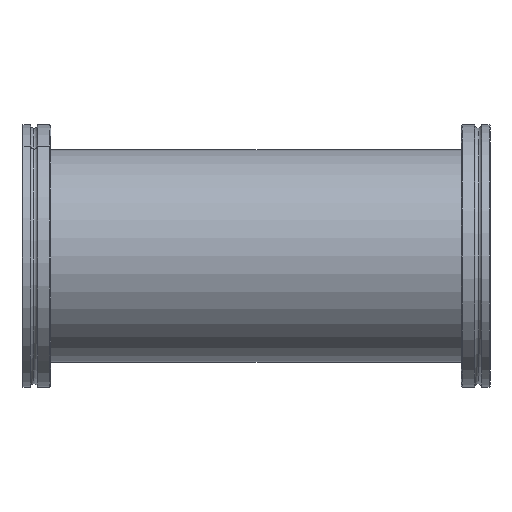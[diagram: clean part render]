
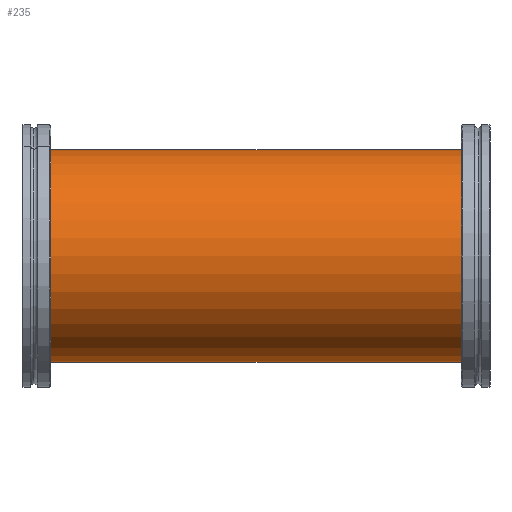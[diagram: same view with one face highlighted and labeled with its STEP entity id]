
A CAD part, left-side view. The second image highlights one B-rep face of the part: STEP entity #235.
In plain terms, the highlighted cylindrical face has radius 44.45 mm (diameter 88.9 mm), a partial arc.
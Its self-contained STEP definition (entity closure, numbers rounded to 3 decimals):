
#11 = DIRECTION ( 'NONE',  ( 0., 1., 0. ) ) ;
#28 = VECTOR ( 'NONE', #745, 1000. ) ;
#39 = AXIS2_PLACEMENT_3D ( 'NONE', #547, #11, #631 ) ;
#47 = EDGE_LOOP ( 'NONE', ( #441, #968, #1048, #136 ) ) ;
#79 = EDGE_CURVE ( 'NONE', #887, #549, #927, .T. ) ;
#118 = DIRECTION ( 'NONE',  ( 0., 0., -1. ) ) ;
#136 = ORIENTED_EDGE ( 'NONE', *, *, #776, .T. ) ;
#144 = CARTESIAN_POINT ( 'NONE',  ( 0., 183., -44.45 ) ) ;
#179 = CARTESIAN_POINT ( 'NONE',  ( 0., 183., 44.45 ) ) ;
#205 = DIRECTION ( 'NONE',  ( 0., -1., 0. ) ) ;
#235 = ADVANCED_FACE ( 'NONE', ( #520 ), #716, .T. ) ;
#317 = EDGE_CURVE ( 'NONE', #887, #744, #881, .T. ) ;
#369 = CIRCLE ( 'NONE', #1010, 44.45 ) ;
#378 = LINE ( 'NONE', #179, #608 ) ;
#441 = ORIENTED_EDGE ( 'NONE', *, *, #849, .F. ) ;
#444 = VERTEX_POINT ( 'NONE', #1064 ) ;
#449 = CARTESIAN_POINT ( 'NONE',  ( 0., 183., -44.45 ) ) ;
#516 = CARTESIAN_POINT ( 'NONE',  ( 0., 0., 0. ) ) ;
#520 = FACE_OUTER_BOUND ( 'NONE', #47, .T. ) ;
#547 = CARTESIAN_POINT ( 'NONE',  ( 0., 183., 0. ) ) ;
#549 = VERTEX_POINT ( 'NONE', #569 ) ;
#569 = CARTESIAN_POINT ( 'NONE',  ( 0., 0., -44.45 ) ) ;
#602 = DIRECTION ( 'NONE',  ( 0., 0., 1. ) ) ;
#608 = VECTOR ( 'NONE', #698, 1000. ) ;
#631 = DIRECTION ( 'NONE',  ( 0., 0., 1. ) ) ;
#641 = CARTESIAN_POINT ( 'NONE',  ( 0., 183., 0. ) ) ;
#698 = DIRECTION ( 'NONE',  ( 0., -1., 0. ) ) ;
#716 = CYLINDRICAL_SURFACE ( 'NONE', #990, 44.45 ) ;
#744 = VERTEX_POINT ( 'NONE', #843 ) ;
#745 = DIRECTION ( 'NONE',  ( 0., -1., 0. ) ) ;
#776 = EDGE_CURVE ( 'NONE', #549, #444, #369, .T. ) ;
#843 = CARTESIAN_POINT ( 'NONE',  ( 0., 183., 44.45 ) ) ;
#849 = EDGE_CURVE ( 'NONE', #744, #444, #378, .T. ) ;
#881 = CIRCLE ( 'NONE', #39, 44.45 ) ;
#887 = VERTEX_POINT ( 'NONE', #449 ) ;
#927 = LINE ( 'NONE', #144, #28 ) ;
#968 = ORIENTED_EDGE ( 'NONE', *, *, #317, .F. ) ;
#990 = AXIS2_PLACEMENT_3D ( 'NONE', #641, #205, #118 ) ;
#1010 = AXIS2_PLACEMENT_3D ( 'NONE', #516, #1107, #602 ) ;
#1048 = ORIENTED_EDGE ( 'NONE', *, *, #79, .T. ) ;
#1064 = CARTESIAN_POINT ( 'NONE',  ( 0., 0., 44.45 ) ) ;
#1107 = DIRECTION ( 'NONE',  ( 0., 1., 0. ) ) ;
